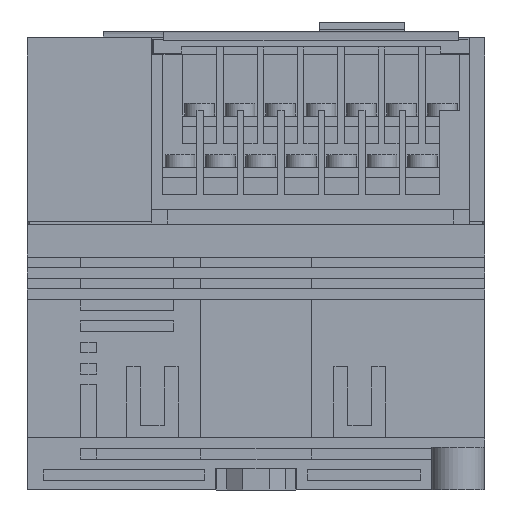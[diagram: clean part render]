
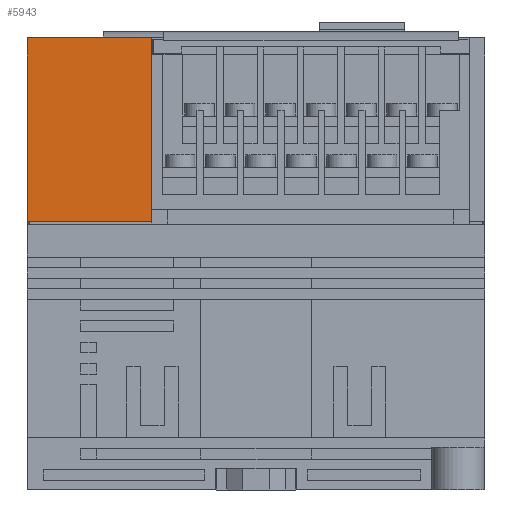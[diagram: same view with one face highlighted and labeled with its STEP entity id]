
A CAD part, front view. The second image highlights one B-rep face of the part: STEP entity #5943.
In plain terms, the highlighted planar face has unit normal (0, -1, 0).
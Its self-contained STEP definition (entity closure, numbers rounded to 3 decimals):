
#33048 = LINE ( 'NONE', #33049, #33050 ) ;
#33049 = CARTESIAN_POINT ( 'NONE',  ( -19.601, -45., 81. ) ) ;
#33050 = VECTOR ( 'NONE', #33051, 1000. ) ;
#33051 = DIRECTION ( 'NONE',  ( 0., 0., -1. ) ) ;
#33471 = CARTESIAN_POINT ( 'NONE',  ( -19.601, -45., 46.5 ) ) ;
#17945 = VERTEX_POINT ( 'NONE', #8146 ) ;
#19031 = EDGE_CURVE ( 'NONE', #4334, #17945, #9867, .T. ) ;
#35790 = LINE ( 'NONE', #35791, #35792 ) ;
#35791 = CARTESIAN_POINT ( 'NONE',  ( -80.679, -45., 46.5 ) ) ;
#35792 = VECTOR ( 'NONE', #35793, 1000. ) ;
#35793 = DIRECTION ( 'NONE',  ( 1., 0., 0. ) ) ;
#36475 = CARTESIAN_POINT ( 'NONE',  ( -43., -45., 46.5 ) ) ;
#4334 = VERTEX_POINT ( 'NONE', #29728 ) ;
#5943 = ADVANCED_FACE ( 'NONE', ( #32425 ), #32426, .F. ) ;
#6384 = EDGE_CURVE ( 'NONE', #4334, #6748, #33048, .T. ) ;
#6569 = EDGE_LOOP ( 'NONE', ( #7548, #9727, #10796, #11812 ) ) ;
#6748 = VERTEX_POINT ( 'NONE', #33471 ) ;
#7548 = ORIENTED_EDGE ( 'NONE', *, *, #8260, .T. ) ;
#8146 = CARTESIAN_POINT ( 'NONE',  ( -43., -45., 81. ) ) ;
#8260 = EDGE_CURVE ( 'NONE', #8796, #6748, #35790, .T. ) ;
#41278 = LINE ( 'NONE', #41279, #41280 ) ;
#41279 = CARTESIAN_POINT ( 'NONE',  ( -43., -45., -4. ) ) ;
#41280 = VECTOR ( 'NONE', #41281, 1000. ) ;
#41281 = DIRECTION ( 'NONE',  ( 0., 0., -1. ) ) ;
#8796 = VERTEX_POINT ( 'NONE', #36475 ) ;
#9727 = ORIENTED_EDGE ( 'NONE', *, *, #6384, .F. ) ;
#9867 = LINE ( 'NONE', #9868, #9869 ) ;
#9868 = CARTESIAN_POINT ( 'NONE',  ( 43., -45., 81. ) ) ;
#9869 = VECTOR ( 'NONE', #9870, 1000. ) ;
#9870 = DIRECTION ( 'NONE',  ( -1., 0., 0. ) ) ;
#10796 = ORIENTED_EDGE ( 'NONE', *, *, #19031, .T. ) ;
#11812 = ORIENTED_EDGE ( 'NONE', *, *, #12145, .T. ) ;
#12145 = EDGE_CURVE ( 'NONE', #17945, #8796, #41278, .T. ) ;
#29728 = CARTESIAN_POINT ( 'NONE',  ( -19.601, -45., 81. ) ) ;
#32425 = FACE_OUTER_BOUND ( 'NONE', #6569, .T. ) ;
#32426 = PLANE ( 'NONE',  #32427 ) ;
#32427 = AXIS2_PLACEMENT_3D ( 'NONE', #32428, #32429, #32430 ) ;
#32428 = CARTESIAN_POINT ( 'NONE',  ( 43., -45., -4. ) ) ;
#32429 = DIRECTION ( 'NONE',  ( 0., 1., 0. ) ) ;
#32430 = DIRECTION ( 'NONE',  ( 0., 0., 1. ) ) ;
